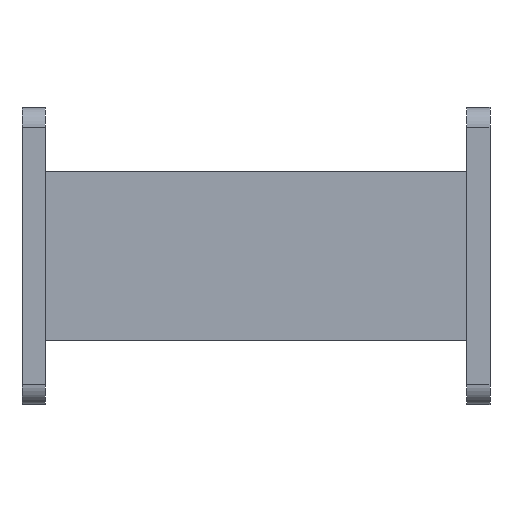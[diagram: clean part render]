
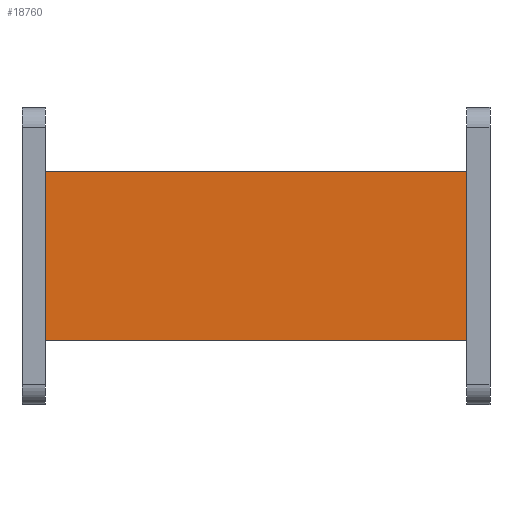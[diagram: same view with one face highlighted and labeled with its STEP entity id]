
A CAD part, front view. The second image highlights one B-rep face of the part: STEP entity #18760.
In plain terms, the highlighted planar face has unit normal (0, -1, 0).
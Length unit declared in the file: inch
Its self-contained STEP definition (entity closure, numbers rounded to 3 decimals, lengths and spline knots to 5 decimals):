
#34 = FACE_OUTER_BOUND ( 'NONE', #6849, .T. ) ;
#201 = ORIENTED_EDGE ( 'NONE', *, *, #36239, .T. ) ;
#447 = DIRECTION ( 'NONE',  ( 0., 0., -1. ) ) ;
#3220 = ORIENTED_EDGE ( 'NONE', *, *, #27751, .F. ) ;
#4790 = VERTEX_POINT ( 'NONE', #28603 ) ;
#5587 = DIRECTION ( 'NONE',  ( 0., 0., 1. ) ) ;
#5986 = VECTOR ( 'NONE', #28746, 39.37008 ) ;
#6849 = EDGE_LOOP ( 'NONE', ( #26487, #3220, #27476, #201 ) ) ;
#7150 = VECTOR ( 'NONE', #14875, 39.37008 ) ;
#7281 = CARTESIAN_POINT ( 'NONE',  ( 2.48031, -0.5, 1. ) ) ;
#7428 = CARTESIAN_POINT ( 'NONE',  ( -2.48031, -0.5, 1. ) ) ;
#8348 = EDGE_CURVE ( 'NONE', #23804, #4790, #20232, .T. ) ;
#9996 = AXIS2_PLACEMENT_3D ( 'NONE', #20730, #24311, #5587 ) ;
#10212 = VERTEX_POINT ( 'NONE', #7281 ) ;
#11478 = CARTESIAN_POINT ( 'NONE',  ( -2.48031, -0.5, -1. ) ) ;
#11662 = CARTESIAN_POINT ( 'NONE',  ( -2.48031, -0.5, 1. ) ) ;
#12166 = PLANE ( 'NONE',  #9996 ) ;
#12907 = VECTOR ( 'NONE', #23040, 39.37008 ) ;
#14875 = DIRECTION ( 'NONE',  ( 1., 0., 0. ) ) ;
#15599 = CARTESIAN_POINT ( 'NONE',  ( 2.48031, -0.5, 1. ) ) ;
#18760 = ADVANCED_FACE ( 'NONE', ( #34 ), #12166, .F. ) ;
#20232 = LINE ( 'NONE', #11478, #7150 ) ;
#20730 = CARTESIAN_POINT ( 'NONE',  ( -2.48031, -0.5, 1. ) ) ;
#22548 = CARTESIAN_POINT ( 'NONE',  ( -2.48031, -0.5, -1. ) ) ;
#23040 = DIRECTION ( 'NONE',  ( 0., 0., -1. ) ) ;
#23804 = VERTEX_POINT ( 'NONE', #22548 ) ;
#24311 = DIRECTION ( 'NONE',  ( 0., 1., 0. ) ) ;
#26487 = ORIENTED_EDGE ( 'NONE', *, *, #8348, .T. ) ;
#27476 = ORIENTED_EDGE ( 'NONE', *, *, #31387, .F. ) ;
#27751 = EDGE_CURVE ( 'NONE', #10212, #4790, #36083, .T. ) ;
#28603 = CARTESIAN_POINT ( 'NONE',  ( 2.48031, -0.5, -1. ) ) ;
#28605 = VERTEX_POINT ( 'NONE', #29595 ) ;
#28746 = DIRECTION ( 'NONE',  ( 1., 0., 0. ) ) ;
#29595 = CARTESIAN_POINT ( 'NONE',  ( -2.48031, -0.5, 1. ) ) ;
#31387 = EDGE_CURVE ( 'NONE', #28605, #10212, #34686, .T. ) ;
#34686 = LINE ( 'NONE', #7428, #5986 ) ;
#36083 = LINE ( 'NONE', #15599, #37587 ) ;
#36239 = EDGE_CURVE ( 'NONE', #28605, #23804, #39130, .T. ) ;
#37587 = VECTOR ( 'NONE', #447, 39.37008 ) ;
#39130 = LINE ( 'NONE', #11662, #12907 ) ;
